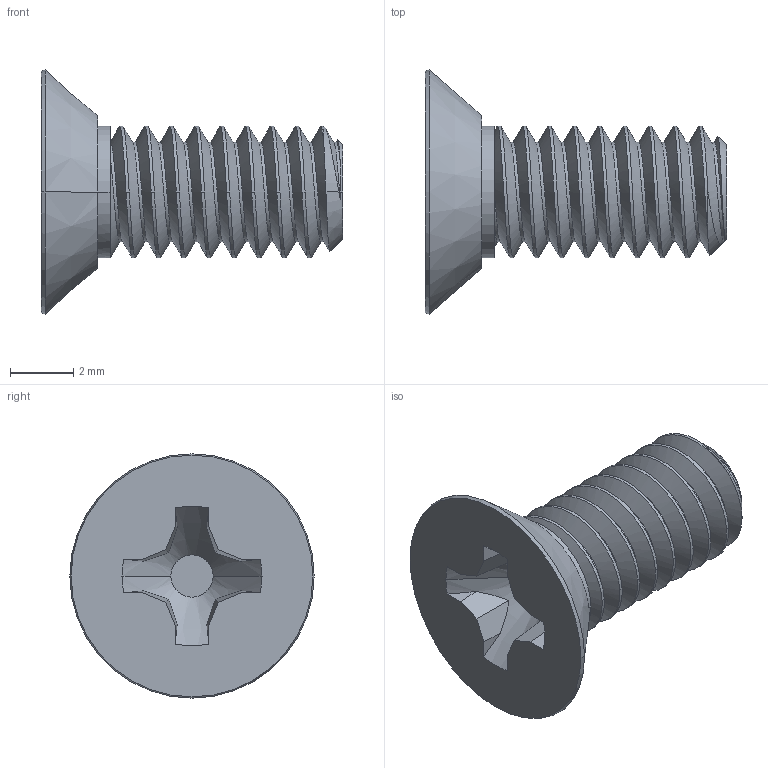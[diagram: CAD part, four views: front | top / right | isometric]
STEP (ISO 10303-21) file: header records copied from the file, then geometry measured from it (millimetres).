
FILE_DESCRIPTION (( 'STEP AP203' ), '1' );
FILE_NAME ('91099A260_Passivated 18-8 Stainless Steel Phillips Flat Head Screw.STEP', '2022-11-07T21:07:46', ( 'Administrator' ), ( 'Managed by Terraform' ), 'SwSTEP 2.0', 'SolidWorks 2017', '' );
FILE_SCHEMA (( 'CONFIG_CONTROL_DESIGN' ));
Length unit declared in the file: inch
Products named in the file (1): 91099A260_Passivated 18-8 Stainless Steel Phillips Flat Head Screw
Bounding box: 9.53 x 7.72 x 7.72 mm (x, y, z)
Volume: 130.2 mm3; surface area: 270.2 mm2
Topology: 1 solids, 2 shells, 55 faces, 148 edges, 97 vertices
Faces by surface type: plane 22, cylinder 19, cone 11, bspline 3
Entity records: 3508 total; most frequent: CARTESIAN_POINT 2212, ORIENTED_EDGE 292, DIRECTION 212, EDGE_CURVE 146, VERTEX_POINT 97, AXIS2_PLACEMENT_3D 77, VECTOR 58, LINE 58
